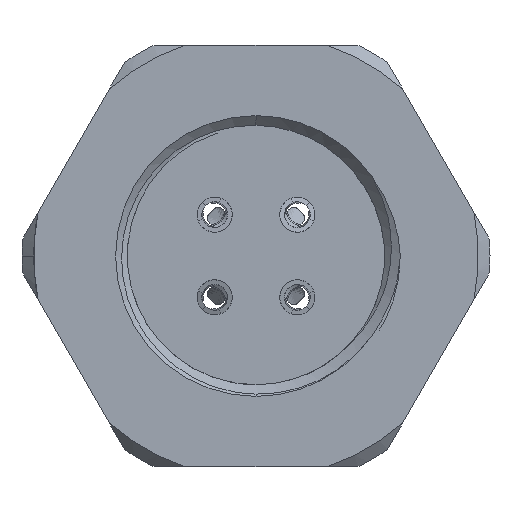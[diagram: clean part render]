
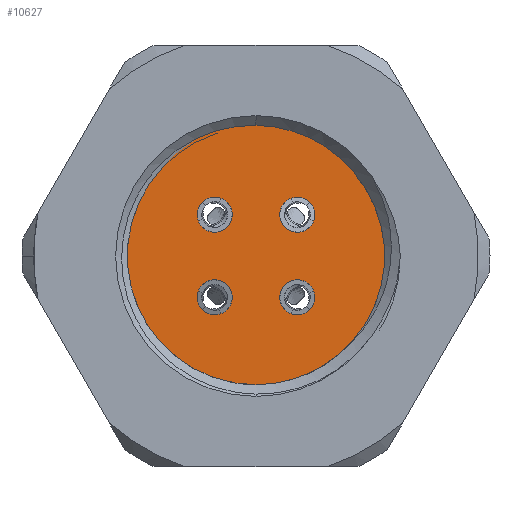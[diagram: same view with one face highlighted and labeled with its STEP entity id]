
A CAD part, left-side view. The second image highlights one B-rep face of the part: STEP entity #10627.
In plain terms, the highlighted face is planar.
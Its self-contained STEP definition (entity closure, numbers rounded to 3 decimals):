
#180 = AXIS2_PLACEMENT_3D ( 'NONE', #7009, #14193, #10426 ) ;
#321 = EDGE_LOOP ( 'NONE', ( #5699, #3912 ) ) ;
#579 = CARTESIAN_POINT ( 'NONE',  ( 9.5, -1.768, 1.018 ) ) ;
#708 = DIRECTION ( 'NONE',  ( 1., 0., 0. ) ) ;
#1260 = FACE_BOUND ( 'NONE', #9031, .T. ) ;
#1330 = VERTEX_POINT ( 'NONE', #15277 ) ;
#1365 = DIRECTION ( 'NONE',  ( 1., 0., 0. ) ) ;
#1470 = EDGE_CURVE ( 'NONE', #21675, #12682, #15215, .T. ) ;
#1503 = DIRECTION ( 'NONE',  ( 0., 0., 1. ) ) ;
#1598 = DIRECTION ( 'NONE',  ( 1., 0., 0. ) ) ;
#1683 = ORIENTED_EDGE ( 'NONE', *, *, #7898, .F. ) ;
#1717 = ORIENTED_EDGE ( 'NONE', *, *, #15308, .F. ) ;
#2029 = CARTESIAN_POINT ( 'NONE',  ( 9.5, 1.768, 2.518 ) ) ;
#2102 = EDGE_LOOP ( 'NONE', ( #14998, #1683 ) ) ;
#2665 = CARTESIAN_POINT ( 'NONE',  ( 9.5, 1.768, -1.018 ) ) ;
#2825 = DIRECTION ( 'NONE',  ( 1., 0., 0. ) ) ;
#3171 = CIRCLE ( 'NONE', #6175, 0.75 ) ;
#3271 = FACE_BOUND ( 'NONE', #8443, .T. ) ;
#3309 = CIRCLE ( 'NONE', #14586, 0.75 ) ;
#3369 = CARTESIAN_POINT ( 'NONE',  ( 9.5, -1.768, 1.768 ) ) ;
#3544 = AXIS2_PLACEMENT_3D ( 'NONE', #17279, #1365, #22944 ) ;
#3757 = ORIENTED_EDGE ( 'NONE', *, *, #12934, .F. ) ;
#3912 = ORIENTED_EDGE ( 'NONE', *, *, #22232, .T. ) ;
#5034 = PLANE ( 'NONE',  #22953 ) ;
#5072 = CIRCLE ( 'NONE', #180, 0.75 ) ;
#5699 = ORIENTED_EDGE ( 'NONE', *, *, #10294, .T. ) ;
#5748 = CARTESIAN_POINT ( 'NONE',  ( 9.5, 1.768, -2.518 ) ) ;
#5795 = ORIENTED_EDGE ( 'NONE', *, *, #14785, .F. ) ;
#6175 = AXIS2_PLACEMENT_3D ( 'NONE', #9243, #20069, #14644 ) ;
#6360 = EDGE_CURVE ( 'NONE', #19872, #15278, #3309, .T. ) ;
#7009 = CARTESIAN_POINT ( 'NONE',  ( 9.5, -1.768, -1.768 ) ) ;
#7553 = CARTESIAN_POINT ( 'NONE',  ( 9.5, 1.768, 1.768 ) ) ;
#7777 = CARTESIAN_POINT ( 'NONE',  ( 9.5, 0., 0. ) ) ;
#7898 = EDGE_CURVE ( 'NONE', #15278, #19872, #18757, .T. ) ;
#8230 = DIRECTION ( 'NONE',  ( 0., 0., -1. ) ) ;
#8364 = DIRECTION ( 'NONE',  ( 0., 0., -1. ) ) ;
#8425 = DIRECTION ( 'NONE',  ( 0., 0., -1. ) ) ;
#8443 = EDGE_LOOP ( 'NONE', ( #12003, #3757 ) ) ;
#8463 = CIRCLE ( 'NONE', #13339, 0.75 ) ;
#8921 = CARTESIAN_POINT ( 'NONE',  ( 9.5, -1.768, -2.518 ) ) ;
#9031 = EDGE_LOOP ( 'NONE', ( #5795, #1717 ) ) ;
#9114 = CARTESIAN_POINT ( 'NONE',  ( 9.5, 1.768, 1.768 ) ) ;
#9243 = CARTESIAN_POINT ( 'NONE',  ( 9.5, 1.768, -1.768 ) ) ;
#10294 = EDGE_CURVE ( 'NONE', #19623, #22673, #21437, .T. ) ;
#10426 = DIRECTION ( 'NONE',  ( 0., 0., -1. ) ) ;
#10528 = CARTESIAN_POINT ( 'NONE',  ( 9.5, -1.768, 2.518 ) ) ;
#10627 = ADVANCED_FACE ( 'NONE', ( #1260, #17540, #13872, #3271, #13985 ), #5034, .F. ) ;
#11269 = AXIS2_PLACEMENT_3D ( 'NONE', #7777, #18065, #11323 ) ;
#11323 = DIRECTION ( 'NONE',  ( 0., 0., -1. ) ) ;
#11477 = VERTEX_POINT ( 'NONE', #11709 ) ;
#11709 = CARTESIAN_POINT ( 'NONE',  ( 9.5, -1.768, -1.018 ) ) ;
#12003 = ORIENTED_EDGE ( 'NONE', *, *, #1470, .F. ) ;
#12233 = DIRECTION ( 'NONE',  ( -1., 0., 0. ) ) ;
#12417 = DIRECTION ( 'NONE',  ( 0., 0., -1. ) ) ;
#12509 = CARTESIAN_POINT ( 'NONE',  ( 9.5, 0., -6. ) ) ;
#12567 = AXIS2_PLACEMENT_3D ( 'NONE', #9114, #16283, #12417 ) ;
#12621 = CIRCLE ( 'NONE', #18263, 6. ) ;
#12682 = VERTEX_POINT ( 'NONE', #2665 ) ;
#12864 = EDGE_LOOP ( 'NONE', ( #19044, #18138 ) ) ;
#12934 = EDGE_CURVE ( 'NONE', #12682, #21675, #3171, .T. ) ;
#13339 = AXIS2_PLACEMENT_3D ( 'NONE', #7553, #708, #20052 ) ;
#13723 = CARTESIAN_POINT ( 'NONE',  ( 9.5, 0., 0. ) ) ;
#13872 = FACE_BOUND ( 'NONE', #12864, .T. ) ;
#13985 = FACE_OUTER_BOUND ( 'NONE', #321, .T. ) ;
#14193 = DIRECTION ( 'NONE',  ( 1., 0., 0. ) ) ;
#14454 = CIRCLE ( 'NONE', #3544, 0.75 ) ;
#14586 = AXIS2_PLACEMENT_3D ( 'NONE', #19315, #2825, #8364 ) ;
#14640 = VERTEX_POINT ( 'NONE', #2029 ) ;
#14644 = DIRECTION ( 'NONE',  ( 0., 0., -1. ) ) ;
#14785 = EDGE_CURVE ( 'NONE', #1330, #14640, #8463, .T. ) ;
#14998 = ORIENTED_EDGE ( 'NONE', *, *, #6360, .F. ) ;
#15215 = CIRCLE ( 'NONE', #19011, 0.75 ) ;
#15277 = CARTESIAN_POINT ( 'NONE',  ( 9.5, 1.768, 1.018 ) ) ;
#15278 = VERTEX_POINT ( 'NONE', #10528 ) ;
#15308 = EDGE_CURVE ( 'NONE', #14640, #1330, #22026, .T. ) ;
#15724 = AXIS2_PLACEMENT_3D ( 'NONE', #3369, #1598, #8230 ) ;
#15869 = CARTESIAN_POINT ( 'NONE',  ( 9.5, 1.768, -1.768 ) ) ;
#16283 = DIRECTION ( 'NONE',  ( 1., 0., 0. ) ) ;
#16369 = EDGE_CURVE ( 'NONE', #22823, #11477, #14454, .T. ) ;
#17279 = CARTESIAN_POINT ( 'NONE',  ( 9.5, -1.768, -1.768 ) ) ;
#17306 = DIRECTION ( 'NONE',  ( 0., 0., -1. ) ) ;
#17540 = FACE_BOUND ( 'NONE', #2102, .T. ) ;
#18065 = DIRECTION ( 'NONE',  ( 1., 0., 0. ) ) ;
#18138 = ORIENTED_EDGE ( 'NONE', *, *, #22147, .F. ) ;
#18263 = AXIS2_PLACEMENT_3D ( 'NONE', #13723, #20920, #8425 ) ;
#18757 = CIRCLE ( 'NONE', #15724, 0.75 ) ;
#19011 = AXIS2_PLACEMENT_3D ( 'NONE', #15869, #22855, #17306 ) ;
#19044 = ORIENTED_EDGE ( 'NONE', *, *, #16369, .F. ) ;
#19315 = CARTESIAN_POINT ( 'NONE',  ( 9.5, -1.768, 1.768 ) ) ;
#19623 = VERTEX_POINT ( 'NONE', #12509 ) ;
#19872 = VERTEX_POINT ( 'NONE', #579 ) ;
#20052 = DIRECTION ( 'NONE',  ( 0., 0., -1. ) ) ;
#20069 = DIRECTION ( 'NONE',  ( 1., 0., 0. ) ) ;
#20920 = DIRECTION ( 'NONE',  ( 1., 0., 0. ) ) ;
#20935 = CARTESIAN_POINT ( 'NONE',  ( 9.5, 0., 6. ) ) ;
#21068 = CARTESIAN_POINT ( 'NONE',  ( 9.5, 4.5, 0. ) ) ;
#21437 = CIRCLE ( 'NONE', #11269, 6. ) ;
#21675 = VERTEX_POINT ( 'NONE', #5748 ) ;
#22026 = CIRCLE ( 'NONE', #12567, 0.75 ) ;
#22147 = EDGE_CURVE ( 'NONE', #11477, #22823, #5072, .T. ) ;
#22232 = EDGE_CURVE ( 'NONE', #22673, #19623, #12621, .T. ) ;
#22673 = VERTEX_POINT ( 'NONE', #20935 ) ;
#22823 = VERTEX_POINT ( 'NONE', #8921 ) ;
#22855 = DIRECTION ( 'NONE',  ( 1., 0., 0. ) ) ;
#22944 = DIRECTION ( 'NONE',  ( 0., 0., -1. ) ) ;
#22953 = AXIS2_PLACEMENT_3D ( 'NONE', #21068, #12233, #1503 ) ;
